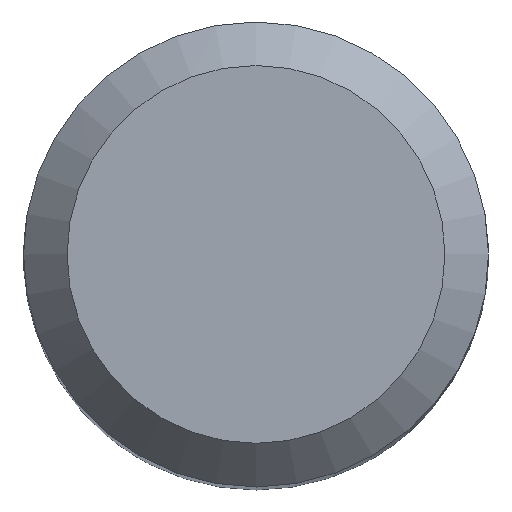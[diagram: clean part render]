
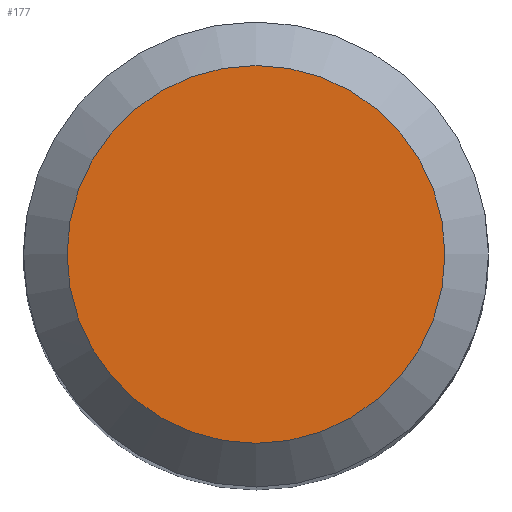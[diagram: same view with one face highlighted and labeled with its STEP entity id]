
A CAD part, top view. The second image highlights one B-rep face of the part: STEP entity #177.
In plain terms, the highlighted planar face has unit normal (0, 0, 1).
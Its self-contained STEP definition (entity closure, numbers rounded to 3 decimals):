
#57=PLANE('',#629);
#87=FACE_OUTER_BOUND('',#229,.T.);
#177=ADVANCED_FACE('',(#87),#57,.F.);
#229=EDGE_LOOP('',(#377));
#377=ORIENTED_EDGE('',*,*,#471,.T.);
#411=VERTEX_POINT('',#984);
#471=EDGE_CURVE('',#411,#411,#515,.T.);
#515=CIRCLE('',#597,6.5);
#597=AXIS2_PLACEMENT_3D('',#983,#714,#715);
#629=AXIS2_PLACEMENT_3D('',#1068,#784,#785);
#714=DIRECTION('',(0.,0.,1.));
#715=DIRECTION('',(-1.,0.,0.));
#784=DIRECTION('',(0.,0.,-1.));
#785=DIRECTION('',(1.,0.,0.));
#983=CARTESIAN_POINT('',(0.,0.,0.));
#984=CARTESIAN_POINT('',(-6.5,0.,0.));
#1068=CARTESIAN_POINT('',(0.,8.,0.));
